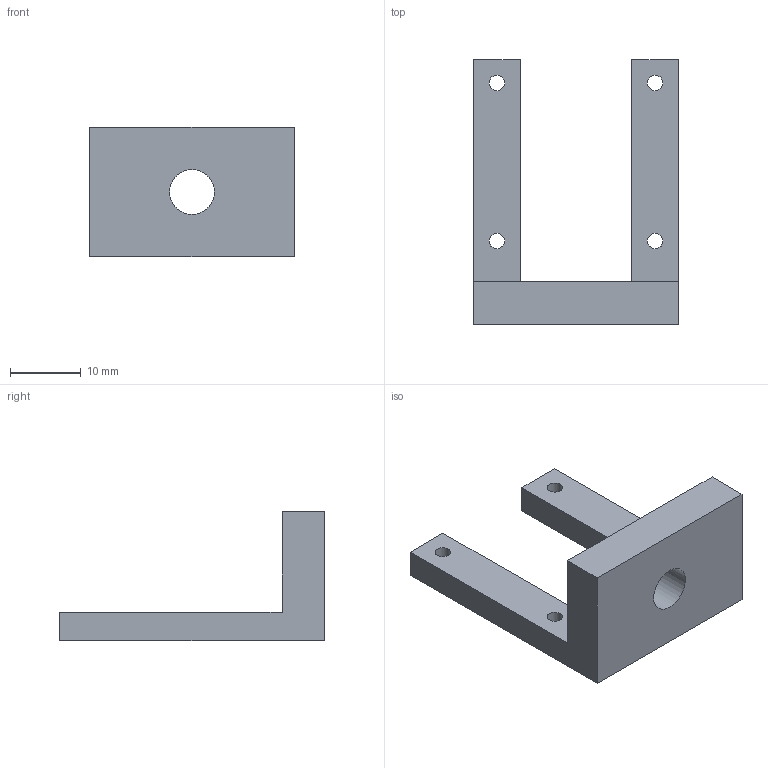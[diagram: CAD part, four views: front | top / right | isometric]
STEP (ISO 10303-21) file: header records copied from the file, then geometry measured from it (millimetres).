
FILE_DESCRIPTION(/* description */ (''),/* implementation_level */ '2;1');
FILE_NAME(/* name */ 'adapter.stp',/* time_stamp */ '2016-02-08T12:41:26+01:00',/* author */ ('Vervaeke-Lab'),/* organization */ (''),/* preprocessor_version */ 'ST-DEVELOPER v16.1',/* originating_system */ 'Autodesk Inventor 2016',/* authorisation */ '');
FILE_SCHEMA (('AUTOMOTIVE_DESIGN { 1 0 10303 214 3 1 1 }'));
Length unit declared in the file: millimetre
Products named in the file (1): adapter
Bounding box: 29 x 37.5 x 18.3 mm (x, y, z)
Volume: 4596.6 mm3; surface area: 3101.1 mm2
Topology: 1 solids, 1 shells, 17 faces, 50 edges, 35 vertices
Faces by surface type: plane 12, cylinder 5
Full cylindrical faces by diameter (mm): 2.2 x4, 6.35 x1
Entity records: 548 total; most frequent: CARTESIAN_POINT 88, DIRECTION 86, ORIENTED_EDGE 80, EDGE_CURVE 40, EDGE_LOOP 32, LINE 30, VECTOR 30, VERTEX_POINT 30
